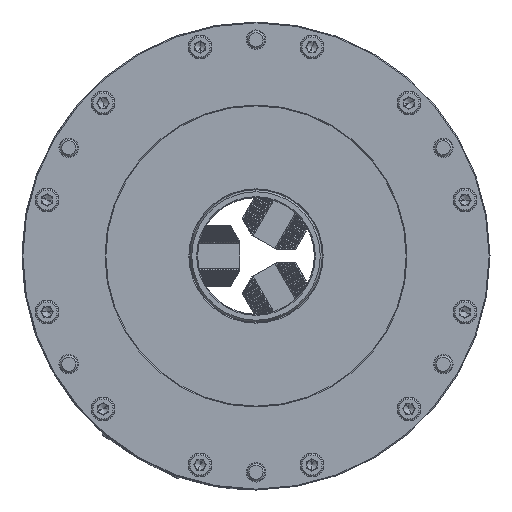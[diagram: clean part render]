
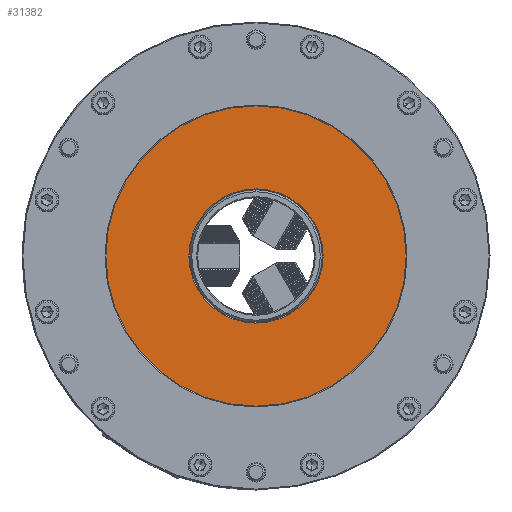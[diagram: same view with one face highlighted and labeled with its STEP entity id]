
A CAD part, left-side view. The second image highlights one B-rep face of the part: STEP entity #31382.
In plain terms, the highlighted planar face has unit normal (-1, 0, 0).
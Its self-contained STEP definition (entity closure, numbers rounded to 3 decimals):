
#922 = CARTESIAN_POINT ( 'NONE',  ( -4., 0., 0. ) ) ;
#3216 = FACE_OUTER_BOUND ( 'NONE', #14902, .T. ) ;
#4713 = VERTEX_POINT ( 'NONE', #27114 ) ;
#4935 = ORIENTED_EDGE ( 'NONE', *, *, #9834, .F. ) ;
#4995 = DIRECTION ( 'NONE',  ( 0., 0., -1. ) ) ;
#5239 = DIRECTION ( 'NONE',  ( 0., 0., 1. ) ) ;
#7128 = CIRCLE ( 'NONE', #34168, 38. ) ;
#9834 = EDGE_CURVE ( 'NONE', #38559, #23263, #16082, .T. ) ;
#10368 = ORIENTED_EDGE ( 'NONE', *, *, #33947, .T. ) ;
#12400 = CARTESIAN_POINT ( 'NONE',  ( -4., 0., 0. ) ) ;
#14902 = EDGE_LOOP ( 'NONE', ( #16045, #4935 ) ) ;
#15291 = CARTESIAN_POINT ( 'NONE',  ( -4., 0., 0. ) ) ;
#16045 = ORIENTED_EDGE ( 'NONE', *, *, #33701, .F. ) ;
#16082 = CIRCLE ( 'NONE', #16652, 85. ) ;
#16408 = DIRECTION ( 'NONE',  ( 0., 0., -1. ) ) ;
#16652 = AXIS2_PLACEMENT_3D ( 'NONE', #922, #28870, #4995 ) ;
#17092 = CARTESIAN_POINT ( 'NONE',  ( -4., 85., 0. ) ) ;
#17139 = CIRCLE ( 'NONE', #37837, 85. ) ;
#17345 = AXIS2_PLACEMENT_3D ( 'NONE', #17092, #29111, #5239 ) ;
#19305 = DIRECTION ( 'NONE',  ( 0., 0., -1. ) ) ;
#21780 = DIRECTION ( 'NONE',  ( 1., 0., 0. ) ) ;
#23263 = VERTEX_POINT ( 'NONE', #30777 ) ;
#24090 = VERTEX_POINT ( 'NONE', #24551 ) ;
#24449 = FACE_BOUND ( 'NONE', #28176, .T. ) ;
#24551 = CARTESIAN_POINT ( 'NONE',  ( -4., 0., 38. ) ) ;
#27114 = CARTESIAN_POINT ( 'NONE',  ( -4., 0., -38. ) ) ;
#28176 = EDGE_LOOP ( 'NONE', ( #10368, #29134 ) ) ;
#28870 = DIRECTION ( 'NONE',  ( 1., 0., 0. ) ) ;
#29111 = DIRECTION ( 'NONE',  ( -1., 0., 0. ) ) ;
#29134 = ORIENTED_EDGE ( 'NONE', *, *, #50482, .T. ) ;
#30037 = AXIS2_PLACEMENT_3D ( 'NONE', #12400, #40278, #16408 ) ;
#30777 = CARTESIAN_POINT ( 'NONE',  ( -4., 0., -85. ) ) ;
#31382 = ADVANCED_FACE ( 'NONE', ( #24449, #3216 ), #32991, .T. ) ;
#32991 = PLANE ( 'NONE',  #17345 ) ;
#33701 = EDGE_CURVE ( 'NONE', #23263, #38559, #17139, .T. ) ;
#33947 = EDGE_CURVE ( 'NONE', #24090, #4713, #7128, .T. ) ;
#34168 = AXIS2_PLACEMENT_3D ( 'NONE', #15291, #43213, #19305 ) ;
#37837 = AXIS2_PLACEMENT_3D ( 'NONE', #45656, #21780, #49727 ) ;
#38559 = VERTEX_POINT ( 'NONE', #44369 ) ;
#40278 = DIRECTION ( 'NONE',  ( 1., 0., 0. ) ) ;
#43213 = DIRECTION ( 'NONE',  ( 1., 0., 0. ) ) ;
#44369 = CARTESIAN_POINT ( 'NONE',  ( -4., 0., 85. ) ) ;
#45592 = CIRCLE ( 'NONE', #30037, 38. ) ;
#45656 = CARTESIAN_POINT ( 'NONE',  ( -4., 0., 0. ) ) ;
#49727 = DIRECTION ( 'NONE',  ( 0., 0., -1. ) ) ;
#50482 = EDGE_CURVE ( 'NONE', #4713, #24090, #45592, .T. ) ;
